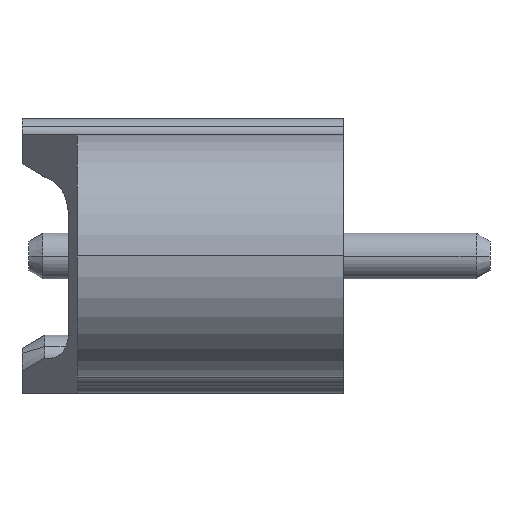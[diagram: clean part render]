
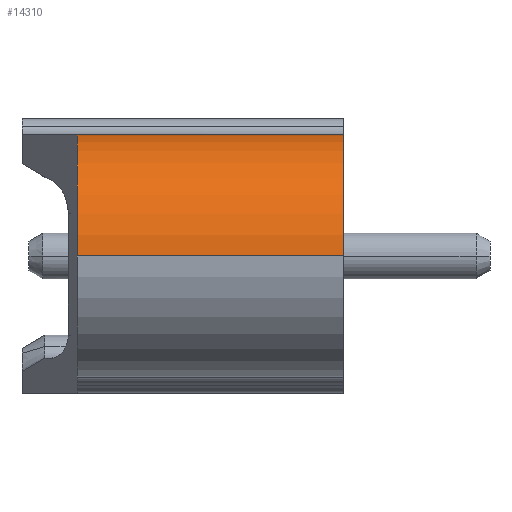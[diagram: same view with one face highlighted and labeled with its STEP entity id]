
A CAD part, left-side view. The second image highlights one B-rep face of the part: STEP entity #14310.
In plain terms, the highlighted cylindrical face has radius 2.65 mm (diameter 5.3 mm), a partial arc.
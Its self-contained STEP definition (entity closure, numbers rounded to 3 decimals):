
#2284=EDGE_CURVE('',#6791,#6792,#6793,.T.);
#2286=EDGE_CURVE('',#6792,#6795,#6796,.T.);
#2288=EDGE_CURVE('',#6798,#6795,#6799,.T.);
#6791=VERTEX_POINT('',#12683);
#6792=VERTEX_POINT('',#12684);
#6793=CIRCLE('',#12685,2.65);
#6795=VERTEX_POINT('',#12688);
#6796=LINE('',#12689,#12690);
#6798=VERTEX_POINT('',#12693);
#6799=CIRCLE('',#12694,2.65);
#12683=CARTESIAN_POINT('',(-10.65,0.0,0.));
#12684=CARTESIAN_POINT('',(-8.0,0.0,2.65));
#12685=AXIS2_PLACEMENT_3D('',#31882,#31883,#31884);
#12688=CARTESIAN_POINT('',(-8.0,5.8,2.65));
#12689=CARTESIAN_POINT('',(-8.0,0.0,2.65));
#12690=VECTOR('',#31885,5.8);
#12693=CARTESIAN_POINT('',(-10.65,5.8,0.));
#12694=AXIS2_PLACEMENT_3D('',#31886,#31887,#31888);
#14310=ADVANCED_FACE('',(#32514),#32515,.T.);
#31882=CARTESIAN_POINT('',(-8.0,0.0,0.0));
#31883=DIRECTION('',(0.0,1.0,0.0));
#31884=DIRECTION('',(0.0,0.0,-1.0));
#31885=DIRECTION('',(0.0,1.0,0.0));
#31886=CARTESIAN_POINT('',(-8.0,5.8,0.0));
#31887=DIRECTION('',(0.0,1.0,0.0));
#31888=DIRECTION('',(0.,0.0,-1.0));
#32514=FACE_OUTER_BOUND('',#36161,.T.);
#32515=CYLINDRICAL_SURFACE('',#36162,2.65);
#36161=EDGE_LOOP('',(#49798,#49799,#49800,#49801));
#36162=AXIS2_PLACEMENT_3D('',#49802,#49803,#49804);
#49798=ORIENTED_EDGE('',*,*,#56369,.F.);
#49799=ORIENTED_EDGE('',*,*,#2284,.T.);
#49800=ORIENTED_EDGE('',*,*,#2286,.T.);
#49801=ORIENTED_EDGE('',*,*,#2288,.F.);
#49802=CARTESIAN_POINT('',(-8.0,0.0,0.0));
#49803=DIRECTION('',(0.0,-1.0,0.0));
#49804=DIRECTION('',(-1.0,0.0,0.0));
#56369=EDGE_CURVE('',#6791,#6798,#56398,.T.);
#56398=LINE('',#56424,#56425);
#56424=CARTESIAN_POINT('',(-10.65,0.0,0.));
#56425=VECTOR('',#56458,1.0);
#56458=DIRECTION('',(-0.0,1.0,-0.0));
